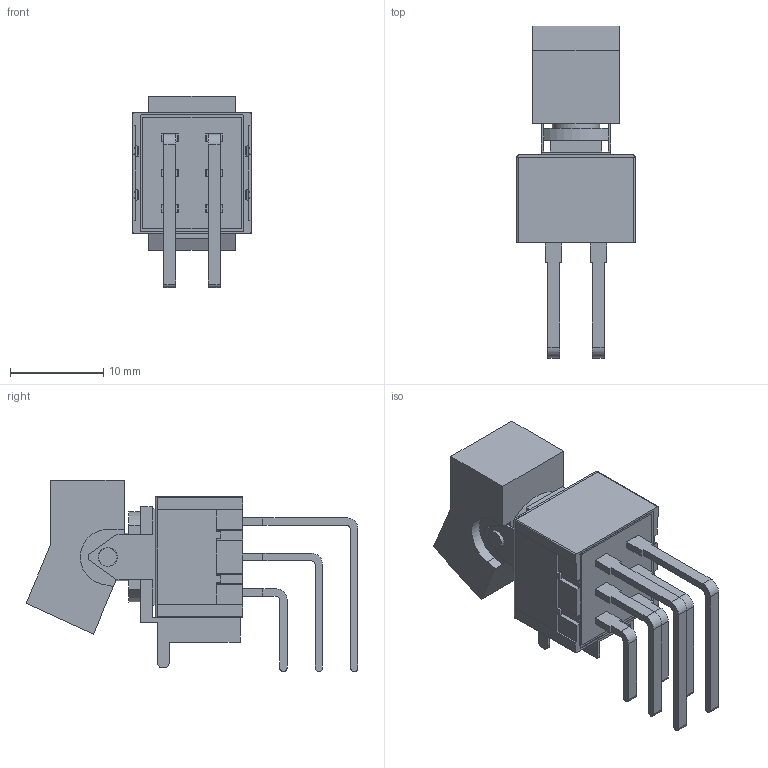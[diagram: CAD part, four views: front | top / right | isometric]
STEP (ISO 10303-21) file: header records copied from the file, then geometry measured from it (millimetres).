
FILE_DESCRIPTION( ( 'STEP AP214' ), ' ' );
FILE_NAME( 'M2022TXW41-DA.stp', '2017-01-24T13:33:49', ( '' ), ( '' ), ' ', 'PARTsolutions', ' ' );
FILE_SCHEMA( ( 'AUTOMOTIVE_DESIGN { 1 0 10303 214 1 1 1 1 }' ) );
Length unit declared in the file: inch
Products named in the file (7): M2022TXW41-DA; _M202TX241-switch; _M202TX-cover; _M202TX41-cover-t; _M2012TXW41-DA-terminal41; _AT4148-2A-rocker; _M202241W-terminal
Assembly tree (6 placements, depth 2):
  M2022TXW41-DA
    _M202TX241-switch
    _M202TX-cover
    _M202TX41-cover-t
    _M2012TXW41-DA-terminal41
    _AT4148-2A-rocker
    _M202241W-terminal
Bounding box: 12.7 x 35.67 x 20.57 mm (x, y, z)
Volume: 2998.7 mm3; surface area: 3809.5 mm2
Topology: 6 solids, 6 shells, 279 faces, 748 edges, 495 vertices
Faces by surface type: plane 221, cylinder 58
Full cylindrical faces by diameter (mm): 1.981 x2, 2.032 x2, 5.08 x2
Entity records: 10945 total; most frequent: CARTESIAN_POINT 1519, ORIENTED_EDGE 1480, DIRECTION 1429, EDGE_CURVE 740, LINE 623, VECTOR 623, VERTEX_POINT 493, AXIS2_PLACEMENT_3D 403
